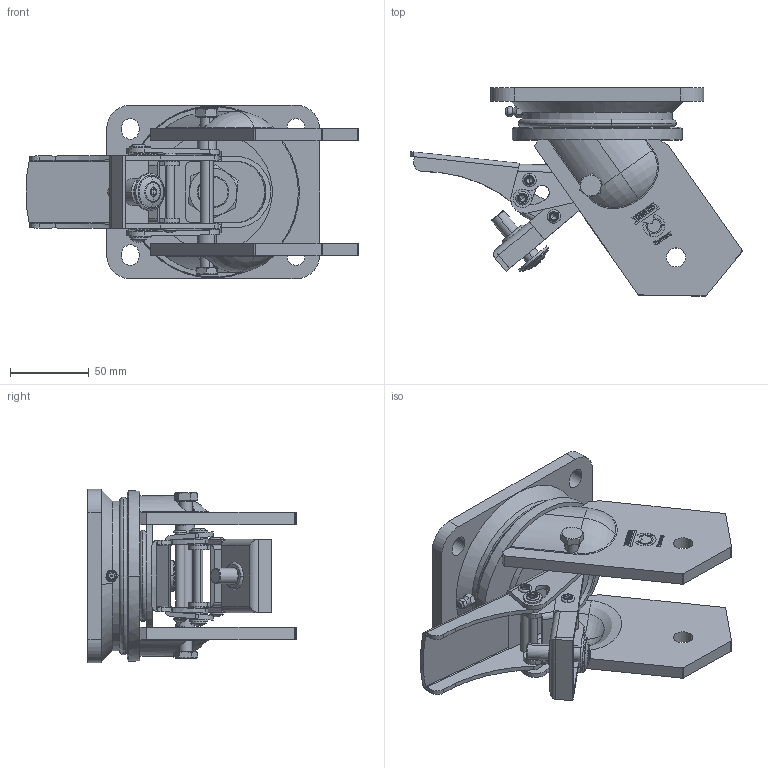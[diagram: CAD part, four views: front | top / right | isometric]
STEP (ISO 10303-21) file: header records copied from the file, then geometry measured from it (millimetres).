
FILE_DESCRIPTION (( 'STEP AP214' ), '1' );
FILE_NAME ('0019240.step', '2022-06-24T09:10:22', ( '' ), ( '' ), 'SwSTEP 2.0', 'SolidWorks 2020', '' );
FILE_SCHEMA (( 'AUTOMOTIVE_DESIGN' ));
Length unit declared in the file: millimetre
Products named in the file (1): 0019240
Bounding box: 210.48 x 131.98 x 110 mm (x, y, z)
Volume: 521534.9 mm3; surface area: 169924.1 mm2
Topology: 27 solids, 27 shells, 1029 faces, 2632 edges, 1699 vertices
Faces by surface type: plane 451, bspline 228, cylinder 228, cone 70, torus 46, sphere 6
Entity records: 37377 total; most frequent: CARTESIAN_POINT 14241, ORIENTED_EDGE 5234, DIRECTION 3706, EDGE_CURVE 2617, VERTEX_POINT 1698, AXIS2_PLACEMENT_3D 1335, EDGE_LOOP 1165, VECTOR 1036
